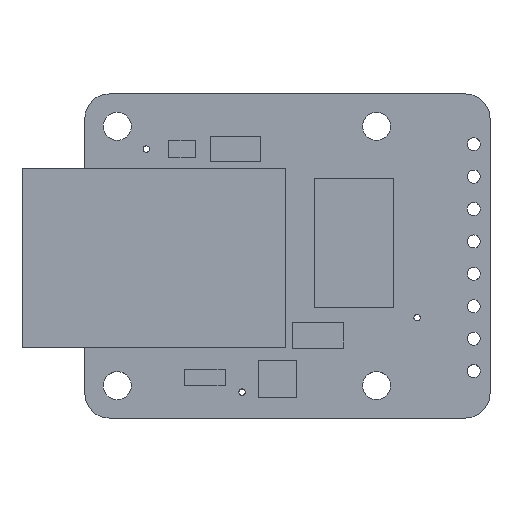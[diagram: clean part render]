
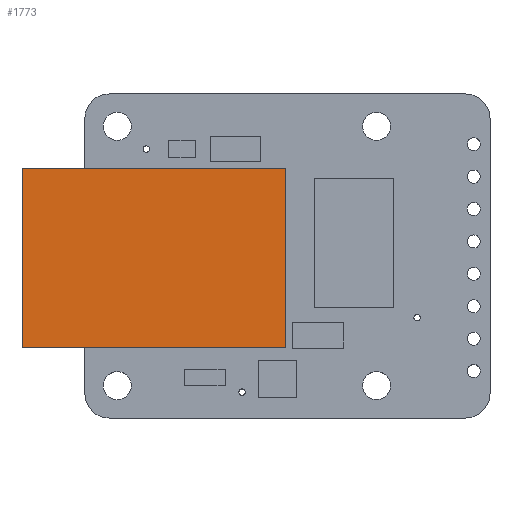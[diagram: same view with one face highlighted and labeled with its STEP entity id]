
A CAD part, top view. The second image highlights one B-rep face of the part: STEP entity #1773.
In plain terms, the highlighted planar face has unit normal (0, 0, 1).
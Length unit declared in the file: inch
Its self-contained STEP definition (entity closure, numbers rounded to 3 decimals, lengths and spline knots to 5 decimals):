
#143=PLANE('',#1932);
#237=FACE_OUTER_BOUND('',#375,.T.);
#375=EDGE_LOOP('',(#1651,#1652,#1653,#1654));
#557=LINE('',#2868,#747);
#561=LINE('',#2875,#751);
#564=LINE('',#2881,#754);
#566=LINE('',#2884,#756);
#747=VECTOR('',#2382,39.37008);
#751=VECTOR('',#2388,39.37008);
#754=VECTOR('',#2393,39.37008);
#756=VECTOR('',#2397,39.37008);
#951=VERTEX_POINT('',#2865);
#952=VERTEX_POINT('',#2867);
#954=VERTEX_POINT('',#2873);
#956=VERTEX_POINT('',#2879);
#1181=EDGE_CURVE('',#952,#951,#557,.T.);
#1185=EDGE_CURVE('',#951,#954,#561,.T.);
#1188=EDGE_CURVE('',#954,#956,#564,.T.);
#1190=EDGE_CURVE('',#956,#952,#566,.T.);
#1651=ORIENTED_EDGE('',*,*,#1181,.T.);
#1652=ORIENTED_EDGE('',*,*,#1185,.T.);
#1653=ORIENTED_EDGE('',*,*,#1188,.T.);
#1654=ORIENTED_EDGE('',*,*,#1190,.T.);
#1773=ADVANCED_FACE('',(#237),#143,.F.);
#1932=AXIS2_PLACEMENT_3D('',#2885,#2398,#2399);
#2382=DIRECTION('',(-1.,0.,0.));
#2388=DIRECTION('',(0.,-1.,0.));
#2393=DIRECTION('',(1.,0.,0.));
#2397=DIRECTION('',(0.,1.,0.));
#2398=DIRECTION('center_axis',(0.,0.,-1.));
#2399=DIRECTION('ref_axis',(0.,1.,0.));
#2865=CARTESIAN_POINT('',(-0.19369,0.77,0.10236));
#2867=CARTESIAN_POINT('',(0.61843,0.77,0.10236));
#2868=CARTESIAN_POINT('',(-0.19369,0.77,0.10236));
#2873=CARTESIAN_POINT('',(-0.19369,0.21632,0.10236));
#2875=CARTESIAN_POINT('',(-0.19369,0.21632,0.10236));
#2879=CARTESIAN_POINT('',(0.61843,0.21632,0.10236));
#2881=CARTESIAN_POINT('',(0.61843,0.21632,0.10236));
#2884=CARTESIAN_POINT('',(0.61843,0.77,0.10236));
#2885=CARTESIAN_POINT('Origin',(0.62,0.77,0.10236));
